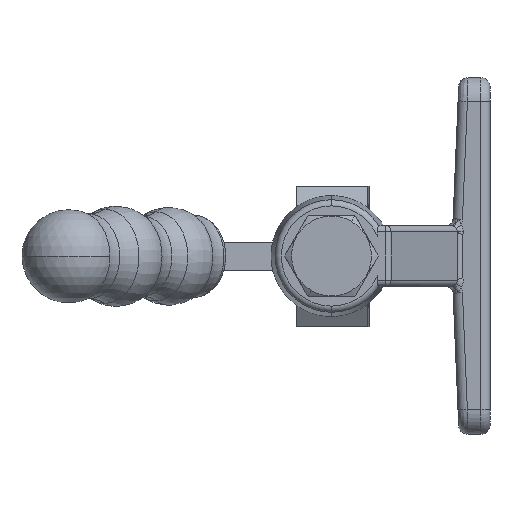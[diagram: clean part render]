
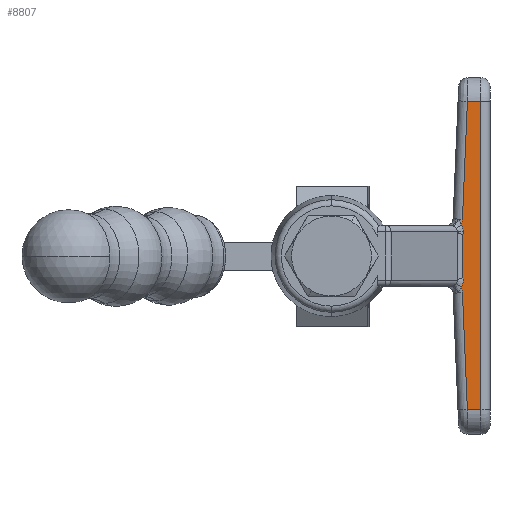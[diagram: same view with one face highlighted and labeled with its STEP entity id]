
A CAD part, left-side view. The second image highlights one B-rep face of the part: STEP entity #8807.
In plain terms, the highlighted planar face has unit normal (-1, 0, 0).
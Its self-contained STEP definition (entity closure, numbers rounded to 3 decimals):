
#12 = VERTEX_POINT ( 'NONE', #3849 ) ;
#97 = EDGE_CURVE ( 'NONE', #989, #2962, #5144, .T. ) ;
#151 = CARTESIAN_POINT ( 'NONE',  ( -70.4, 4.391, 4.629 ) ) ;
#170 = DIRECTION ( 'NONE',  ( 0., -1., 0. ) ) ;
#327 = ORIENTED_EDGE ( 'NONE', *, *, #2125, .T. ) ;
#389 = DIRECTION ( 'NONE',  ( 0., -1., 0. ) ) ;
#528 = EDGE_LOOP ( 'NONE', ( #719, #8870, #849, #5059, #1871, #3468, #7487, #7674, #327, #1911, #4504 ) ) ;
#672 = CARTESIAN_POINT ( 'NONE',  ( -70.4, 4.298, -4.49 ) ) ;
#719 = ORIENTED_EDGE ( 'NONE', *, *, #5390, .F. ) ;
#756 = EDGE_CURVE ( 'NONE', #5319, #9606, #2131, .T. ) ;
#779 = DIRECTION ( 'NONE',  ( 0., -1., 0. ) ) ;
#849 = ORIENTED_EDGE ( 'NONE', *, *, #97, .T. ) ;
#989 = VERTEX_POINT ( 'NONE', #7114 ) ;
#1125 = AXIS2_PLACEMENT_3D ( 'NONE', #3814, #6833, #2344 ) ;
#1162 = CARTESIAN_POINT ( 'NONE',  ( -70.4, 91., 24.8 ) ) ;
#1206 = CARTESIAN_POINT ( 'NONE',  ( -70.4, 3.627, -24.6 ) ) ;
#1378 = CARTESIAN_POINT ( 'NONE',  ( -70.4, 1.5, 24.8 ) ) ;
#1385 = VECTOR ( 'NONE', #389, 1000. ) ;
#1468 = DIRECTION ( 'NONE',  ( 0., 0.042, -0.999 ) ) ;
#1477 = LINE ( 'NONE', #3195, #8690 ) ;
#1488 = CARTESIAN_POINT ( 'NONE',  ( -70.4, 4.337, 3.447 ) ) ;
#1522 = CARTESIAN_POINT ( 'NONE',  ( -70.4, 4.28, 3.9 ) ) ;
#1536 = CARTESIAN_POINT ( 'NONE',  ( -70.4, 6.918, -5.9 ) ) ;
#1676 = CARTESIAN_POINT ( 'NONE',  ( -70.4, 4.28, 3.9 ) ) ;
#1871 = ORIENTED_EDGE ( 'NONE', *, *, #9676, .T. ) ;
#1911 = ORIENTED_EDGE ( 'NONE', *, *, #5358, .T. ) ;
#2125 = EDGE_CURVE ( 'NONE', #12, #6789, #9138, .T. ) ;
#2131 =( BOUNDED_CURVE ( )  B_SPLINE_CURVE ( 3, ( #1522, #5302, #6795, #1488 ),
 .UNSPECIFIED., .F., .F. ) 
 B_SPLINE_CURVE_WITH_KNOTS ( ( 4, 4 ),
 ( 0., 0.218 ),
 .UNSPECIFIED. ) 
 CURVE ( )  GEOMETRIC_REPRESENTATION_ITEM ( )  RATIONAL_B_SPLINE_CURVE ( ( 1., 0.996, 0.996, 1. ) ) 
 REPRESENTATION_ITEM ( '' )  );
#2344 = DIRECTION ( 'NONE',  ( 0., -1., 0. ) ) ;
#2388 = AXIS2_PLACEMENT_3D ( 'NONE', #1536, #6031, #779 ) ;
#2398 = DIRECTION ( 'NONE',  ( 0., 0., 1. ) ) ;
#2482 = EDGE_CURVE ( 'NONE', #8325, #989, #4496, .T. ) ;
#2497 = EDGE_CURVE ( 'NONE', #7831, #12, #7064, .T. ) ;
#2571 = DIRECTION ( 'NONE',  ( 0., -1., 0. ) ) ;
#2606 = CARTESIAN_POINT ( 'NONE',  ( -70.4, 1.5, -24.6 ) ) ;
#2921 = LINE ( 'NONE', #3082, #6675 ) ;
#2962 = VERTEX_POINT ( 'NONE', #5402 ) ;
#3082 = CARTESIAN_POINT ( 'NONE',  ( -70.4, 1.5, -45.5 ) ) ;
#3195 = CARTESIAN_POINT ( 'NONE',  ( -70.4, 2.748, -45.433 ) ) ;
#3239 = CARTESIAN_POINT ( 'NONE',  ( -70.4, 4.337, 3.447 ) ) ;
#3375 = LINE ( 'NONE', #1162, #1385 ) ;
#3468 = ORIENTED_EDGE ( 'NONE', *, *, #6321, .T. ) ;
#3596 = LINE ( 'NONE', #4680, #7338 ) ;
#3814 = CARTESIAN_POINT ( 'NONE',  ( -70.4, 4.337, -45.5 ) ) ;
#3849 = CARTESIAN_POINT ( 'NONE',  ( -70.4, 4.421, 5.795 ) ) ;
#4415 = CARTESIAN_POINT ( 'NONE',  ( -70.4, 4.204, -3.965 ) ) ;
#4496 =( BOUNDED_CURVE ( )  B_SPLINE_CURVE ( 3, ( #9611, #4415, #672, #5929 ),
 .UNSPECIFIED., .F., .F. ) 
 B_SPLINE_CURVE_WITH_KNOTS ( ( 4, 4 ),
 ( 2.924, 3.665 ),
 .UNSPECIFIED. ) 
 CURVE ( )  GEOMETRIC_REPRESENTATION_ITEM ( )  RATIONAL_B_SPLINE_CURVE ( ( 1., 0.955, 0.955, 1. ) ) 
 REPRESENTATION_ITEM ( '' )  );
#4504 = ORIENTED_EDGE ( 'NONE', *, *, #756, .T. ) ;
#4508 = CARTESIAN_POINT ( 'NONE',  ( -70.4, 3.619, 24.8 ) ) ;
#4680 = CARTESIAN_POINT ( 'NONE',  ( -70.4, 4.337, -45.5 ) ) ;
#4692 = DIRECTION ( 'NONE',  ( 1., 0., 0. ) ) ;
#4714 = DIRECTION ( 'NONE',  ( 0., -0.042, -0.999 ) ) ;
#4957 = EDGE_CURVE ( 'NONE', #7831, #8187, #3375, .T. ) ;
#5059 = ORIENTED_EDGE ( 'NONE', *, *, #7440, .T. ) ;
#5144 = CIRCLE ( 'NONE', #2388, 2.5 ) ;
#5218 = CARTESIAN_POINT ( 'NONE',  ( -70.4, 6.581, -45.405 ) ) ;
#5302 = CARTESIAN_POINT ( 'NONE',  ( -70.4, 4.28, 3.747 ) ) ;
#5319 = VERTEX_POINT ( 'NONE', #6118 ) ;
#5358 = EDGE_CURVE ( 'NONE', #6789, #5319, #9471, .T. ) ;
#5384 = DIRECTION ( 'NONE',  ( 0., 0., 1. ) ) ;
#5390 = EDGE_CURVE ( 'NONE', #8325, #9606, #3596, .T. ) ;
#5402 = CARTESIAN_POINT ( 'NONE',  ( -70.4, 4.421, -5.795 ) ) ;
#5929 = CARTESIAN_POINT ( 'NONE',  ( -70.4, 4.606, -4.95 ) ) ;
#6031 = DIRECTION ( 'NONE',  ( 1., 0., 0. ) ) ;
#6054 = VECTOR ( 'NONE', #2571, 1000. ) ;
#6091 = PLANE ( 'NONE',  #1125 ) ;
#6118 = CARTESIAN_POINT ( 'NONE',  ( -70.4, 4.28, 3.9 ) ) ;
#6171 = CARTESIAN_POINT ( 'NONE',  ( -70.4, 4.28, 4.271 ) ) ;
#6321 = EDGE_CURVE ( 'NONE', #6517, #8187, #2921, .T. ) ;
#6517 = VERTEX_POINT ( 'NONE', #2606 ) ;
#6675 = VECTOR ( 'NONE', #5384, 1000. ) ;
#6789 = VERTEX_POINT ( 'NONE', #6829 ) ;
#6795 = CARTESIAN_POINT ( 'NONE',  ( -70.4, 4.299, 3.596 ) ) ;
#6829 = CARTESIAN_POINT ( 'NONE',  ( -70.4, 4.606, 4.95 ) ) ;
#6833 = DIRECTION ( 'NONE',  ( -1., 0., 0. ) ) ;
#6841 = VECTOR ( 'NONE', #1468, 1000. ) ;
#7064 = LINE ( 'NONE', #5218, #6841 ) ;
#7114 = CARTESIAN_POINT ( 'NONE',  ( -70.4, 4.606, -4.95 ) ) ;
#7338 = VECTOR ( 'NONE', #2398, 1000. ) ;
#7440 = EDGE_CURVE ( 'NONE', #2962, #8144, #1477, .T. ) ;
#7487 = ORIENTED_EDGE ( 'NONE', *, *, #4957, .F. ) ;
#7674 = ORIENTED_EDGE ( 'NONE', *, *, #2497, .T. ) ;
#7790 = CARTESIAN_POINT ( 'NONE',  ( -70.4, 91., -24.6 ) ) ;
#7831 = VERTEX_POINT ( 'NONE', #4508 ) ;
#7996 = LINE ( 'NONE', #7790, #6054 ) ;
#8144 = VERTEX_POINT ( 'NONE', #1206 ) ;
#8187 = VERTEX_POINT ( 'NONE', #1378 ) ;
#8252 = CARTESIAN_POINT ( 'NONE',  ( -70.4, 4.337, -3.447 ) ) ;
#8260 = FACE_OUTER_BOUND ( 'NONE', #528, .T. ) ;
#8325 = VERTEX_POINT ( 'NONE', #8252 ) ;
#8690 = VECTOR ( 'NONE', #4714, 1000. ) ;
#8807 = ADVANCED_FACE ( 'NONE', ( #8260 ), #6091, .T. ) ;
#8870 = ORIENTED_EDGE ( 'NONE', *, *, #2482, .T. ) ;
#9013 = AXIS2_PLACEMENT_3D ( 'NONE', #9118, #4692, #170 ) ;
#9076 = CARTESIAN_POINT ( 'NONE',  ( -70.4, 4.606, 4.95 ) ) ;
#9118 = CARTESIAN_POINT ( 'NONE',  ( -70.4, 6.918, 5.9 ) ) ;
#9138 = CIRCLE ( 'NONE', #9013, 2.5 ) ;
#9471 =( BOUNDED_CURVE ( )  B_SPLINE_CURVE ( 3, ( #9076, #151, #6171, #1676 ),
 .UNSPECIFIED., .F., .T. ) 
 B_SPLINE_CURVE_WITH_KNOTS ( ( 4, 4 ),
 ( 5.76, 6.283 ),
 .UNSPECIFIED. ) 
 CURVE ( )  GEOMETRIC_REPRESENTATION_ITEM ( )  RATIONAL_B_SPLINE_CURVE ( ( 1., 0.977, 0.977, 1. ) ) 
 REPRESENTATION_ITEM ( '' )  );
#9606 = VERTEX_POINT ( 'NONE', #3239 ) ;
#9611 = CARTESIAN_POINT ( 'NONE',  ( -70.4, 4.337, -3.447 ) ) ;
#9676 = EDGE_CURVE ( 'NONE', #8144, #6517, #7996, .T. ) ;
